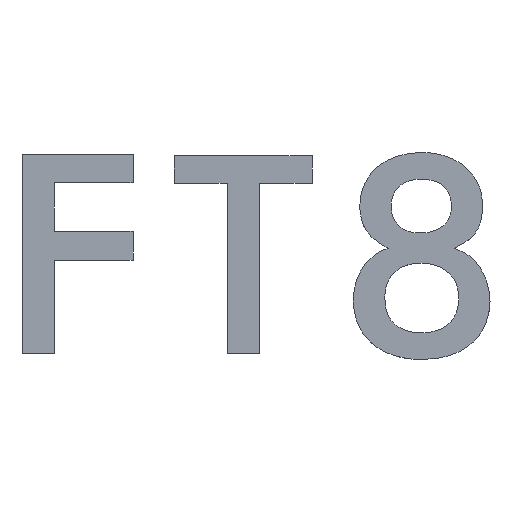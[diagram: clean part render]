
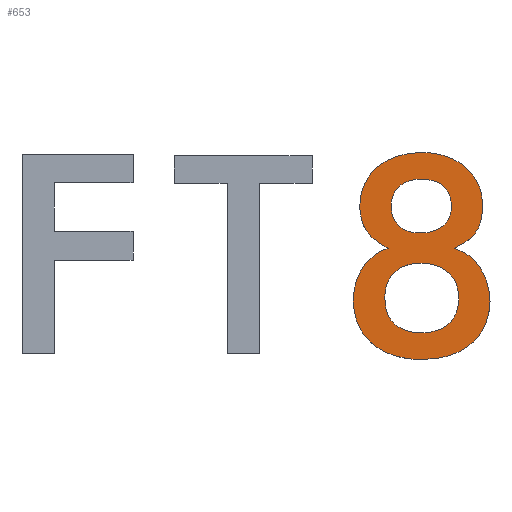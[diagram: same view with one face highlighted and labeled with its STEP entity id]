
A CAD part, top view. The second image highlights one B-rep face of the part: STEP entity #653.
In plain terms, the highlighted planar face has unit normal (0, 0, 1).
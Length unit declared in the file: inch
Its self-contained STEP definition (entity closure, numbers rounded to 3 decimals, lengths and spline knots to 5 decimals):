
#314=CARTESIAN_POINT('',(0.1058,0.0136,0.001));
#315=VERTEX_POINT('',#314);
#333=CARTESIAN_POINT('',(0.0879,0.01375,0.001));
#334=VERTEX_POINT('',#333);
#336=CARTESIAN_POINT('',(0.0879,0.01375,0.001));
#337=CARTESIAN_POINT('',(0.0879,0.00986,0.001));
#338=CARTESIAN_POINT('',(0.09058,0.00592,0.001));
#339=CARTESIAN_POINT('',(0.09941,0.0042,0.001));
#340=CARTESIAN_POINT('',(0.1058,0.00728,0.001));
#341=CARTESIAN_POINT('',(0.1058,0.0136,0.001));
#342=B_SPLINE_CURVE_WITH_KNOTS('',3,(#336,#337,#338,#339,#340,#341),.UNSPECIFIED.,
.F.,.F.,(4,1,1,4),(0.,0.25,0.5,1.),.UNSPECIFIED.);
#343=EDGE_CURVE('',#334,#315,#342,.T.);
#365=CARTESIAN_POINT('',(0.10405,0.0357,0.001));
#366=VERTEX_POINT('',#365);
#383=CARTESIAN_POINT('',(0.08945,0.03575,0.001));
#384=VERTEX_POINT('',#383);
#386=CARTESIAN_POINT('',(0.08945,0.03575,0.001));
#387=CARTESIAN_POINT('',(0.08945,0.03088,0.001));
#388=CARTESIAN_POINT('',(0.09657,0.02766,0.001));
#389=CARTESIAN_POINT('',(0.10405,0.03103,0.001));
#390=CARTESIAN_POINT('',(0.10405,0.0357,0.001));
#391=B_SPLINE_CURVE_WITH_KNOTS('',3,(#386,#387,#388,#389,#390),.UNSPECIFIED.,
.F.,.F.,(4,1,4),(0.,0.5,1.),.UNSPECIFIED.);
#392=EDGE_CURVE('',#384,#366,#391,.T.);
#413=CARTESIAN_POINT('',(0.0968,-0.00135,0.001));
#414=VERTEX_POINT('',#413);
#432=CARTESIAN_POINT('',(0.1047,0.0256,0.001));
#433=VERTEX_POINT('',#432);
#435=CARTESIAN_POINT('',(0.0968,-0.00135,0.001));
#436=CARTESIAN_POINT('',(0.1074,-0.00135,0.001));
#437=CARTESIAN_POINT('',(0.11454,0.00712,0.001));
#438=CARTESIAN_POINT('',(0.11285,0.01926,0.001));
#439=CARTESIAN_POINT('',(0.10863,0.02437,0.001));
#440=CARTESIAN_POINT('',(0.1047,0.0256,0.001));
#441=B_SPLINE_CURVE_WITH_KNOTS('',3,(#435,#436,#437,#438,#439,#440),.UNSPECIFIED.,
.F.,.F.,(4,1,1,4),(0.,0.5,0.75,1.),.UNSPECIFIED.);
#442=EDGE_CURVE('',#414,#433,#441,.T.);
#474=CARTESIAN_POINT('',(0.0968,0.0488,0.001));
#475=VERTEX_POINT('',#474);
#477=CARTESIAN_POINT('',(0.1047,0.0256,0.001));
#478=CARTESIAN_POINT('',(0.11023,0.02802,0.001));
#479=CARTESIAN_POINT('',(0.11202,0.03411,0.001));
#480=CARTESIAN_POINT('',(0.11108,0.04343,0.001));
#481=CARTESIAN_POINT('',(0.10418,0.0488,0.001));
#482=CARTESIAN_POINT('',(0.0968,0.0488,0.001));
#483=B_SPLINE_CURVE_WITH_KNOTS('',3,(#477,#478,#479,#480,#481,#482),.UNSPECIFIED.,
.F.,.F.,(4,1,1,4),(0.,0.25,0.5,1.),.UNSPECIFIED.);
#484=EDGE_CURVE('',#433,#475,#483,.T.);
#516=CARTESIAN_POINT('',(0.0887,0.0256,0.001));
#517=VERTEX_POINT('',#516);
#519=CARTESIAN_POINT('',(0.0968,0.0488,0.001));
#520=CARTESIAN_POINT('',(0.08905,0.0488,0.001));
#521=CARTESIAN_POINT('',(0.08121,0.04283,0.001));
#522=CARTESIAN_POINT('',(0.08191,0.03046,0.001));
#523=CARTESIAN_POINT('',(0.08545,0.02743,0.001));
#524=CARTESIAN_POINT('',(0.0887,0.0256,0.001));
#525=B_SPLINE_CURVE_WITH_KNOTS('',3,(#519,#520,#521,#522,#523,#524),.UNSPECIFIED.,
.F.,.F.,(4,1,1,4),(0.,0.5,0.75,1.),.UNSPECIFIED.);
#526=EDGE_CURVE('',#475,#517,#525,.T.);
#550=CARTESIAN_POINT('',(0.0879,0.01375,0.001));
#551=CARTESIAN_POINT('',(0.0879,0.01935,0.001));
#552=CARTESIAN_POINT('',(0.0956,0.02427,0.001));
#553=CARTESIAN_POINT('',(0.1058,0.01999,0.001));
#554=CARTESIAN_POINT('',(0.1058,0.0136,0.001));
#555=B_SPLINE_CURVE_WITH_KNOTS('',3,(#550,#551,#552,#553,#554),.UNSPECIFIED.,
.F.,.F.,(4,1,4),(0.,0.5,1.),.UNSPECIFIED.);
#556=EDGE_CURVE('',#334,#315,#555,.T.);
#580=CARTESIAN_POINT('',(0.08945,0.03575,0.001));
#581=CARTESIAN_POINT('',(0.08945,0.04063,0.001));
#582=CARTESIAN_POINT('',(0.09673,0.04402,0.001));
#583=CARTESIAN_POINT('',(0.10405,0.0407,0.001));
#584=CARTESIAN_POINT('',(0.10405,0.0357,0.001));
#585=B_SPLINE_CURVE_WITH_KNOTS('',3,(#580,#581,#582,#583,#584),.UNSPECIFIED.,
.F.,.F.,(4,1,4),(0.,0.5,1.),.UNSPECIFIED.);
#586=EDGE_CURVE('',#384,#366,#585,.T.);
#611=CARTESIAN_POINT('',(0.0887,0.0256,0.001));
#612=CARTESIAN_POINT('',(0.08227,0.02359,0.001));
#613=CARTESIAN_POINT('',(0.07813,0.01319,0.001));
#614=CARTESIAN_POINT('',(0.08385,0.00152,0.001));
#615=CARTESIAN_POINT('',(0.09169,-0.00135,0.001));
#616=CARTESIAN_POINT('',(0.0968,-0.00135,0.001));
#617=B_SPLINE_CURVE_WITH_KNOTS('',3,(#611,#612,#613,#614,#615,#616),.UNSPECIFIED.,
.F.,.F.,(4,1,1,4),(0.,0.5,0.75,1.),.UNSPECIFIED.);
#618=EDGE_CURVE('',#517,#414,#617,.T.);
#634=ORIENTED_EDGE('',*,*,#526,.T.);
#635=ORIENTED_EDGE('',*,*,#618,.T.);
#636=ORIENTED_EDGE('',*,*,#442,.T.);
#637=ORIENTED_EDGE('',*,*,#484,.T.);
#638=EDGE_LOOP('',(#634,#635,#636,#637));
#639=FACE_BOUND('',#638,.T.);
#640=ORIENTED_EDGE('',*,*,#392,.F.);
#641=ORIENTED_EDGE('',*,*,#586,.T.);
#642=EDGE_LOOP('',(#640,#641));
#643=FACE_BOUND('',#642,.T.);
#644=ORIENTED_EDGE('',*,*,#343,.F.);
#645=ORIENTED_EDGE('',*,*,#556,.T.);
#646=EDGE_LOOP('',(#644,#645));
#647=FACE_BOUND('',#646,.T.);
#648=CARTESIAN_POINT('',(0.10749,0.01228,0.001));
#649=DIRECTION('',(0.,0.,1.));
#650=DIRECTION('',(1.,0.,0.));
#651=AXIS2_PLACEMENT_3D('',#648,#649,#650);
#652=PLANE('',#651);
#653=ADVANCED_FACE('',(#639,#643,#647),#652,.T.);
